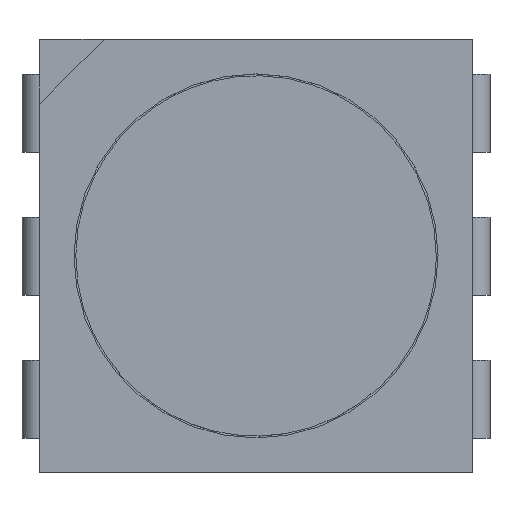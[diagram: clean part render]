
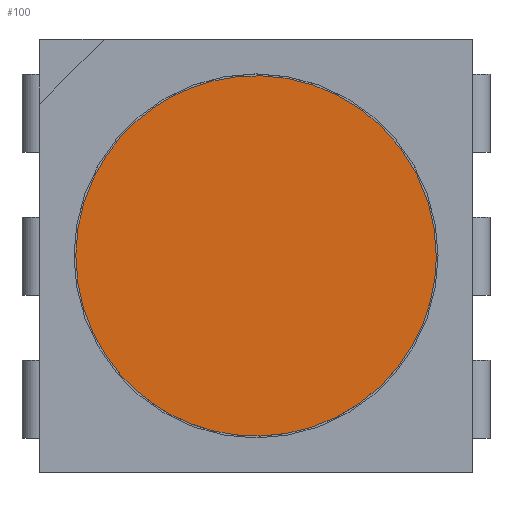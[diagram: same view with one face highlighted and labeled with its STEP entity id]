
A CAD part, top view. The second image highlights one B-rep face of the part: STEP entity #100.
In plain terms, the highlighted free-form (B-spline) face has degree [1, 1] with [2, 2] control points.
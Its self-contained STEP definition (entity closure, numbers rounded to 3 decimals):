
#50 = VERTEX_POINT('',#51);
#51 = CARTESIAN_POINT('',(2.079,0.,0.4));
#56 = EDGE_CURVE('',#50,#50,#57,.T.);
#57 = ( BOUNDED_CURVE() B_SPLINE_CURVE(2,(#58,#59,#60,#61,#62,#63,#64),
.UNSPECIFIED.,.T.,.F.) B_SPLINE_CURVE_WITH_KNOTS((1,2,2,2,2,1),(
    -2.094,0.,2.094,4.189,6.283,
8.378),.UNSPECIFIED.) CURVE() GEOMETRIC_REPRESENTATION_ITEM() 
RATIONAL_B_SPLINE_CURVE((1.,0.5,1.,0.5,1.,0.5,1.)) REPRESENTATION_ITEM(
  '') );
#58 = CARTESIAN_POINT('',(2.079,0.,0.4));
#59 = CARTESIAN_POINT('',(2.079,3.601,0.4));
#60 = CARTESIAN_POINT('',(-1.04,1.8,0.4));
#61 = CARTESIAN_POINT('',(-4.158,0.,0.4));
#62 = CARTESIAN_POINT('',(-1.04,-1.8,0.4));
#63 = CARTESIAN_POINT('',(2.079,-3.601,0.4));
#64 = CARTESIAN_POINT('',(2.079,0.,0.4));
#100 = ADVANCED_FACE('',(#101),#104,.T.);
#101 = FACE_BOUND('',#102,.F.);
#102 = EDGE_LOOP('',(#103));
#103 = ORIENTED_EDGE('',*,*,#56,.F.);
#104 = B_SPLINE_SURFACE_WITH_KNOTS('',1,1,(
    (#105,#106)
    ,(#107,#108
    )),.UNSPECIFIED.,.F.,.F.,.F.,(2,2),(2,2),(-2.1,2.1),(-2.1,2.1),
  .PIECEWISE_BEZIER_KNOTS.);
#105 = CARTESIAN_POINT('',(-2.079,-2.079,0.4));
#106 = CARTESIAN_POINT('',(-2.079,2.079,0.4));
#107 = CARTESIAN_POINT('',(2.079,-2.079,0.4));
#108 = CARTESIAN_POINT('',(2.079,2.079,0.4));
